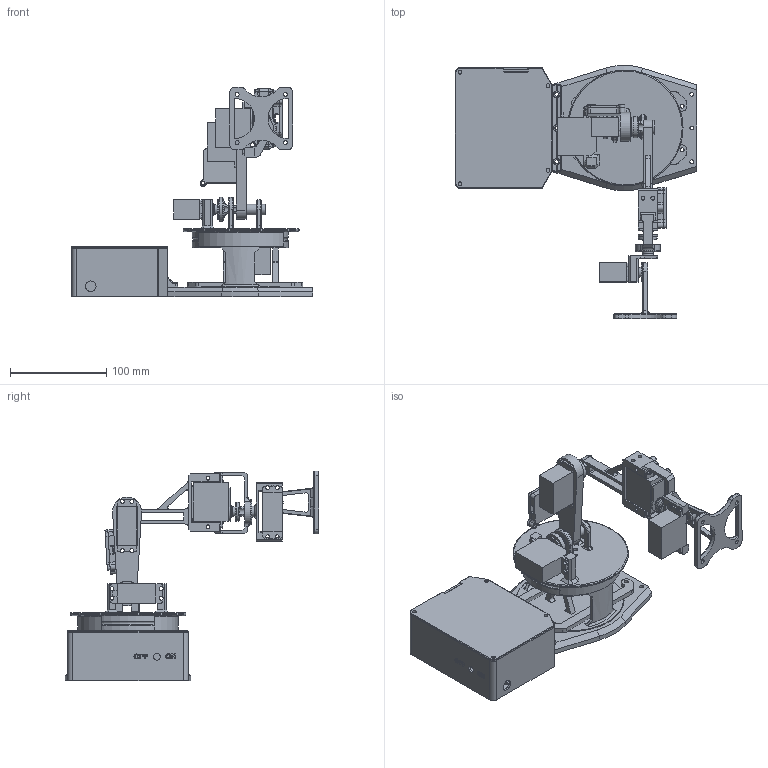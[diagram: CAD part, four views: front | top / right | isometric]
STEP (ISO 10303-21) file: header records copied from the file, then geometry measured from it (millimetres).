
FILE_DESCRIPTION(/* description */ (''),/* implementation_level */ '2;1');
FILE_NAME(/* name */ 'MainAssembly.stp',/* time_stamp */ '2023-04-16T23:23:40-04:00',/* author */ (''),/* organization */ (''),/* preprocessor_version */ 'ST-DEVELOPER v18.102',/* originating_system */ 'SIEMENS PLM Software NX2206.6002',/* authorisation */ '');
FILE_SCHEMA (('AUTOMOTIVE_DESIGN { 1 0 10303 214 3 1 1 1 }'));
Length unit declared in the file: millimetre
Products named in the file (23): HoldingBar; BP_EBox_Lid; BP_EBox; BP_Center; JB_Link2; JB_Lid; JB_Link1; UpperLinkWasher; SupportBushing; EEPlate; BearingPlate; BearingShaftA; Link2; DriveshaftUpper; Link1; 10x15bearing; DS3225MG_25KGSERVO; MG996R_10KGSERVO; FlangeHorn; Turntable; DriveshaftLower; Base; MainAssembly
Assembly tree (32 placements, depth 2):
  MainAssembly
    Base
    DriveshaftLower
    Turntable
    FlangeHorn  x5
    MG996R_10KGSERVO  x4
    DS3225MG_25KGSERVO
    10x15bearing  x2
    Link1
    DriveshaftUpper
    Link2
    BearingShaftA
    BearingPlate
    EEPlate
    SupportBushing
    UpperLinkWasher
    JB_Link1
    JB_Lid  x2
    JB_Link2
    BP_Center
    BP_EBox
    BP_EBox_Lid
    HoldingBar  x2
Bounding box: 250 x 262.88 x 217.4 mm (x, y, z)
Volume: 631797.3 mm3; surface area: 319716.3 mm2
Topology: 32 solids, 32 shells, 1421 faces, 3714 edges, 2408 vertices
Faces by surface type: plane 703, cylinder 524, torus 75, cone 72, bspline 37, extrusion 8, sphere 2
Full cylindrical faces by diameter (mm): 2.5 x20, 3.5 x1, 4 x94, 4.5 x1, 6 x13, 6.5 x2, 7 x6, 10 x7, 11 x2, 11.5 x1, 12 x5, 14 x1, 15 x2, 15.3 x1, 20 x6, 22 x1, 25 x1, 95 x1, 100 x2, 120 x1
Entity records: 38038 total; most frequent: CARTESIAN_POINT 8560, DIRECTION 6073, ORIENTED_EDGE 5766, EDGE_CURVE 2883, AXIS2_PLACEMENT_3D 2245, VERTEX_POINT 1954, VECTOR 1583, EDGE_LOOP 1575
